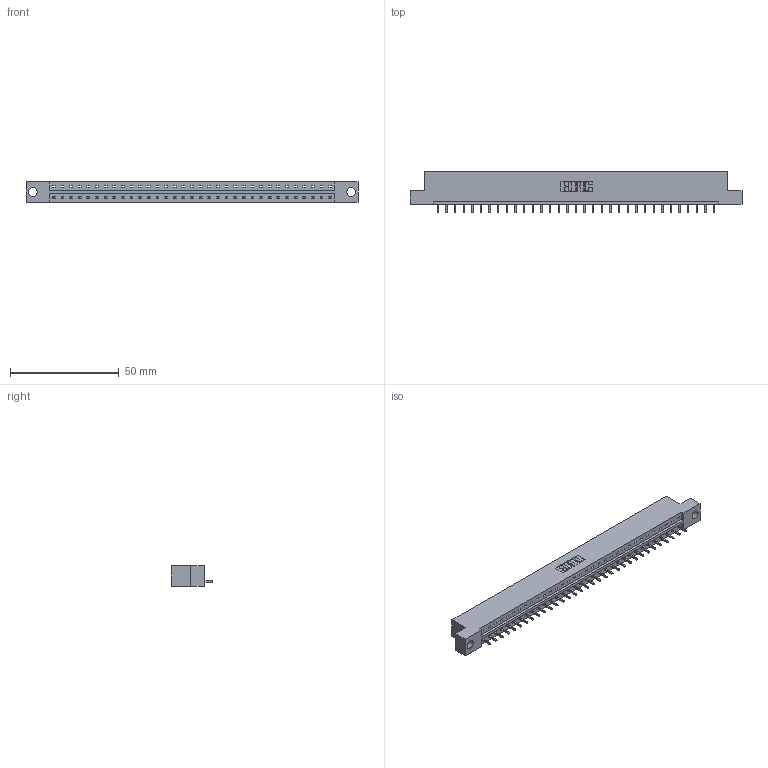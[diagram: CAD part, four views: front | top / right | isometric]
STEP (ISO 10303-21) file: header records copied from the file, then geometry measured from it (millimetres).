
FILE_DESCRIPTION (( 'STEP AP203' ), '1' );
FILE_NAME ('833-033-521-104.STEP', '2020-06-02T19:53:25', ( '' ), ( '' ), 'SwSTEP 2.0', 'SolidWorks 2020', '' );
FILE_SCHEMA (( 'CONFIG_CONTROL_DESIGN' ));
Length unit declared in the file: inch
Products named in the file (3): 345-292-001_345-293-121; 833-033-521-104; 833 Part_Flush - .156 Dia - TH
Assembly tree (34 placements, depth 2):
  833-033-521-104
    833 Part_Flush - .156 Dia - TH
    345-292-001_345-293-121  x33
Bounding box: 152.3 x 19.06 x 9.4 mm (x, y, z)
Volume: 15066.4 mm3; surface area: 15648.6 mm2
Topology: 34 solids, 34 shells, 2028 faces, 6119 edges, 4034 vertices
Faces by surface type: plane 1456, cylinder 572
Entity records: 21359 total; most frequent: CARTESIAN_POINT 3693, ORIENTED_EDGE 3662, DIRECTION 3133, EDGE_CURVE 1831, VECTOR 1703, LINE 1703, VERTEX_POINT 1218, AXIS2_PLACEMENT_3D 715
